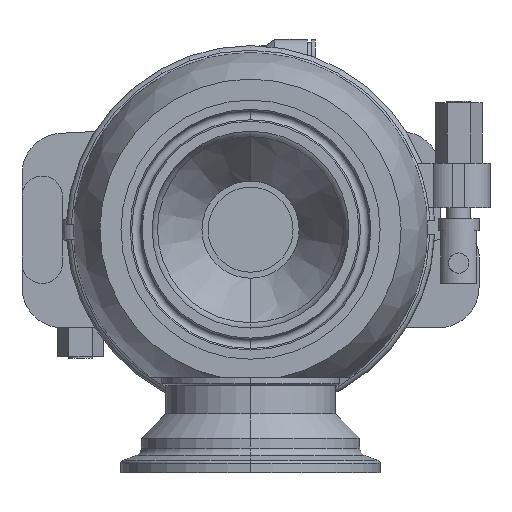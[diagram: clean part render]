
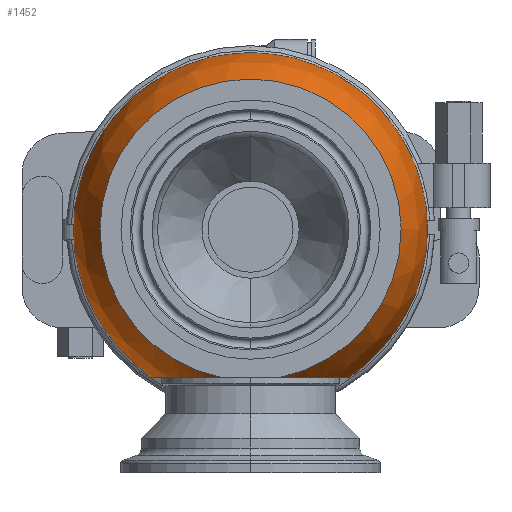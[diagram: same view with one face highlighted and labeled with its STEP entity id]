
A CAD part, front view. The second image highlights one B-rep face of the part: STEP entity #1452.
In plain terms, the highlighted spherical face has radius 44 mm.
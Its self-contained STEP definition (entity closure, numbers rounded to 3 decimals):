
#407=CARTESIAN_POINT('',(0.,-23.515,0.));
#408=DIRECTION('',(0.,-1.,0.));
#409=DIRECTION('',(0.192,0.,-0.981));
#410=AXIS2_PLACEMENT_3D('',#407,#408,#409);
#412=CARTESIAN_POINT('',(0.,0.,-36.5));
#413=DIRECTION('',(0.,0.,1.));
#414=DIRECTION('',(-0.173,0.985,0.));
#415=AXIS2_PLACEMENT_3D('',#412,#413,#414);
#417=CARTESIAN_POINT('',(0.,0.,-36.5));
#418=DIRECTION('',(0.,0.,1.));
#419=DIRECTION('',(0.29,-0.957,0.));
#420=AXIS2_PLACEMENT_3D('',#417,#418,#419);
#459=CARTESIAN_POINT('',(0.,24.2,0.));
#460=DIRECTION('',(0.,-1.,0.));
#461=DIRECTION('',(0.,0.,1.));
#462=AXIS2_PLACEMENT_3D('',#459,#460,#461);
#479=CARTESIAN_POINT('',(0.,24.2,0.));
#480=DIRECTION('',(0.,-1.,0.));
#481=DIRECTION('',(0.116,0.,-0.993));
#482=AXIS2_PLACEMENT_3D('',#479,#480,#481);
#693=CARTESIAN_POINT('',(7.128,-23.515,-36.5));
#694=CARTESIAN_POINT('',(-7.128,-23.515,-36.5));
#695=VERTEX_POINT('',#693);
#696=VERTEX_POINT('',#694);
#697=CARTESIAN_POINT('',(4.256,24.2,-36.5));
#698=VERTEX_POINT('',#697);
#699=CARTESIAN_POINT('',(-4.256,24.2,-36.5));
#700=VERTEX_POINT('',#699);
#779=CARTESIAN_POINT('',(0.,24.2,36.747));
#780=VERTEX_POINT('',#779);
#1438=CARTESIAN_POINT('',(0.,0.,0.));
#1439=DIRECTION('',(0.,-1.,0.));
#1440=DIRECTION('',(0.,0.,1.));
#1441=AXIS2_PLACEMENT_3D('',#1438,#1439,#1440);
#1442=SPHERICAL_SURFACE('',#1441,44.);
#1443=ORIENTED_EDGE('',*,*,#1378,.T.);
#1444=ORIENTED_EDGE('',*,*,#1399,.F.);
#1446=ORIENTED_EDGE('',*,*,#1445,.F.);
#1448=ORIENTED_EDGE('',*,*,#1447,.F.);
#1449=ORIENTED_EDGE('',*,*,#1393,.F.);
#1450=EDGE_LOOP('',(#1443,#1444,#1446,#1448,#1449));
#1451=FACE_OUTER_BOUND('',#1450,.F.);
#1452=ADVANCED_FACE('',(#1451),#1442,.T.);
#411=CIRCLE('',#410,37.189);
#416=CIRCLE('',#415,24.571);
#421=CIRCLE('',#420,24.571);
#463=CIRCLE('',#462,36.747);
#483=CIRCLE('',#482,36.747);
#1378=EDGE_CURVE('',#695,#696,#411,.T.);
#1393=EDGE_CURVE('',#695,#698,#421,.T.);
#1399=EDGE_CURVE('',#700,#696,#416,.T.);
#1445=EDGE_CURVE('',#780,#700,#463,.T.);
#1447=EDGE_CURVE('',#698,#780,#483,.T.);
